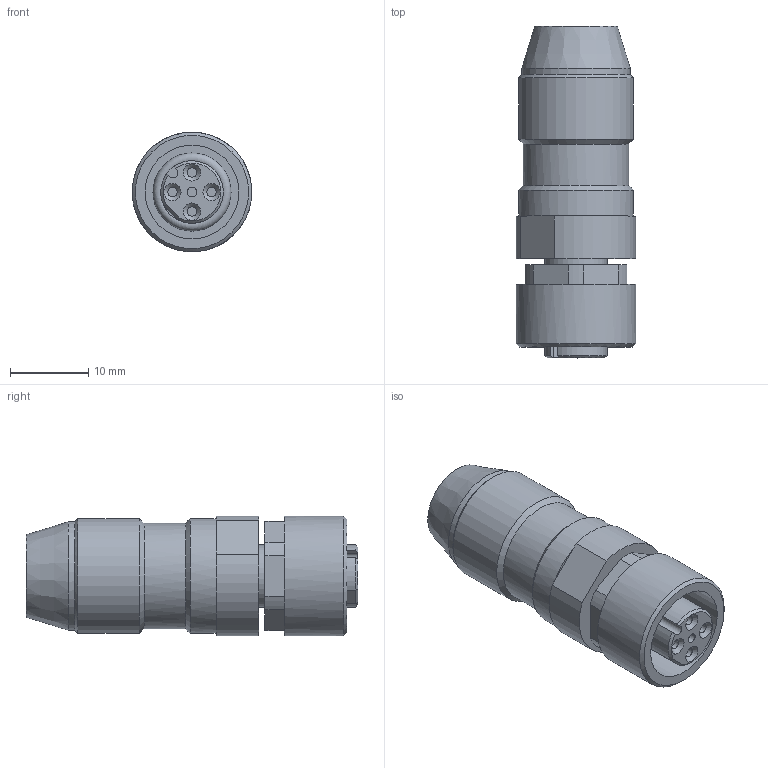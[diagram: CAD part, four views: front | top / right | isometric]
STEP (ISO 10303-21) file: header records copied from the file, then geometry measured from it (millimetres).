
FILE_DESCRIPTION((''),'2;1');
FILE_NAME('7000-12611.stp','2011-09-05T10:30:30',('Reichert'),(''),'Autodesk Inventor 2011','Autodesk Inventor 2011','');
FILE_SCHEMA(('AUTOMOTIVE_DESIGN { 1 0 10303 214 1 1 1 1 }'));
Length unit declared in the file: millimetre
Products named in the file (1): 7000-12611
Bounding box: 15.29 x 42.45 x 15.29 mm (x, y, z)
Volume: 5765.5 mm3; surface area: 3389.8 mm2
Topology: 1 solids, 1 shells, 76 faces, 162 edges, 104 vertices
Faces by surface type: plane 36, cylinder 28, cone 11, torus 1
Full cylindrical faces by diameter (mm): 1.2 x5, 1.5 x4, 5.2 x1, 6.1 x1, 8 x2, 12 x1, 13.5 x1, 13.9 x1, 14.7 x2, 15.3 x1
Entity records: 1861 total; most frequent: DIRECTION 349, CARTESIAN_POINT 300, ORIENTED_EDGE 248, AXIS2_PLACEMENT_3D 150, EDGE_CURVE 124, EDGE_LOOP 121, VERTEX_POINT 95, FACE_OUTER_BOUND 76
